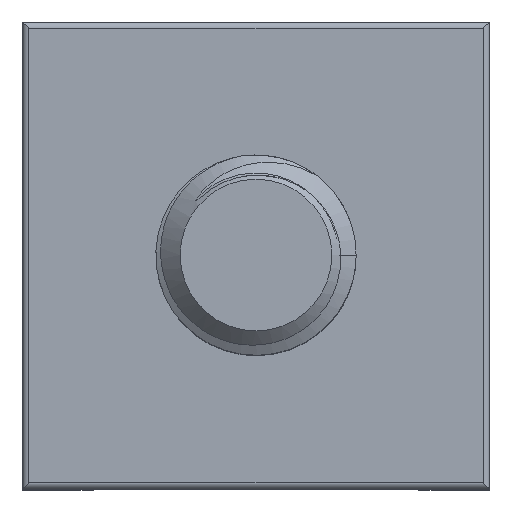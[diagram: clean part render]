
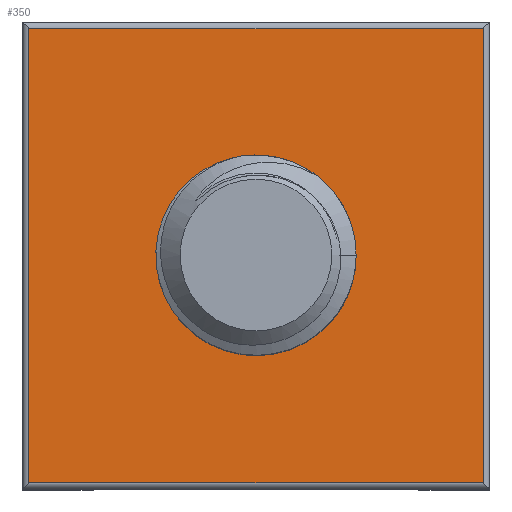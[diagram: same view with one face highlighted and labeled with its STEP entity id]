
A CAD part, top view. The second image highlights one B-rep face of the part: STEP entity #350.
In plain terms, the highlighted planar face has unit normal (0, 0, 1).
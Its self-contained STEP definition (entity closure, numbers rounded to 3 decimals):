
#93 = VERTEX_POINT('',#94);
#94 = CARTESIAN_POINT('',(-3.4,3.4,3.5));
#101 = EDGE_CURVE('',#93,#102,#104,.T.);
#102 = VERTEX_POINT('',#103);
#103 = CARTESIAN_POINT('',(3.4,3.4,3.5));
#104 = LINE('',#105,#106);
#105 = CARTESIAN_POINT('',(-3.5,3.4,3.5));
#106 = VECTOR('',#107,1.);
#107 = DIRECTION('',(1.,0.,0.));
#258 = VERTEX_POINT('',#259);
#259 = CARTESIAN_POINT('',(-3.4,-3.4,3.5));
#266 = EDGE_CURVE('',#258,#93,#267,.T.);
#267 = LINE('',#268,#269);
#268 = CARTESIAN_POINT('',(-3.4,-3.5,3.5));
#269 = VECTOR('',#270,1.);
#270 = DIRECTION('',(0.,1.,0.));
#350 = ADVANCED_FACE('',(#351,#369),#484,.F.);
#351 = FACE_BOUND('',#352,.F.);
#352 = EDGE_LOOP('',(#353,#354,#355,#363));
#353 = ORIENTED_EDGE('',*,*,#266,.T.);
#354 = ORIENTED_EDGE('',*,*,#101,.T.);
#355 = ORIENTED_EDGE('',*,*,#356,.T.);
#356 = EDGE_CURVE('',#102,#357,#359,.T.);
#357 = VERTEX_POINT('',#358);
#358 = CARTESIAN_POINT('',(3.4,-3.4,3.5));
#359 = LINE('',#360,#361);
#360 = CARTESIAN_POINT('',(3.4,3.5,3.5));
#361 = VECTOR('',#362,1.);
#362 = DIRECTION('',(0.,-1.,0.));
#363 = ORIENTED_EDGE('',*,*,#364,.T.);
#364 = EDGE_CURVE('',#357,#258,#365,.T.);
#365 = LINE('',#366,#367);
#366 = CARTESIAN_POINT('',(3.5,-3.4,3.5));
#367 = VECTOR('',#368,1.);
#368 = DIRECTION('',(-1.,0.,0.));
#369 = FACE_BOUND('',#370,.F.);
#370 = EDGE_LOOP('',(#371,#400,#427,#459));
#371 = ORIENTED_EDGE('',*,*,#372,.F.);
#372 = EDGE_CURVE('',#373,#375,#377,.T.);
#373 = VERTEX_POINT('',#374);
#374 = CARTESIAN_POINT('',(1.5,0.,
    3.5));
#375 = VERTEX_POINT('',#376);
#376 = CARTESIAN_POINT('',(1.061,-1.061,3.5));
#377 = B_SPLINE_CURVE_WITH_KNOTS('',6,(#378,#379,#380,#381,#382,#383,
    #384,#385,#386,#387,#388,#389,#390,#391,#392,#393,#394,#395,#396,
    #397,#398,#399),.UNSPECIFIED.,.F.,.F.,(7,5,5,5,7),(0.,
    0.02,0.322,0.656,1.),.UNSPECIFIED.);
#378 = CARTESIAN_POINT('',(1.5,0.,3.5));
#379 = CARTESIAN_POINT('',(1.5,-0.004,3.5));
#380 = CARTESIAN_POINT('',(1.5,-0.008,3.5));
#381 = CARTESIAN_POINT('',(1.5,-0.012,3.5));
#382 = CARTESIAN_POINT('',(1.5,-0.016,3.5));
#383 = CARTESIAN_POINT('',(1.5,-0.02,3.5));
#384 = CARTESIAN_POINT('',(1.499,-0.083,3.5));
#385 = CARTESIAN_POINT('',(1.495,-0.142,3.5));
#386 = CARTESIAN_POINT('',(1.489,-0.201,3.5));
#387 = CARTESIAN_POINT('',(1.479,-0.26,3.5));
#388 = CARTESIAN_POINT('',(1.467,-0.318,3.5));
#389 = CARTESIAN_POINT('',(1.436,-0.439,3.5));
#390 = CARTESIAN_POINT('',(1.416,-0.501,3.5));
#391 = CARTESIAN_POINT('',(1.393,-0.563,3.5));
#392 = CARTESIAN_POINT('',(1.367,-0.623,3.5));
#393 = CARTESIAN_POINT('',(1.338,-0.682,3.5));
#394 = CARTESIAN_POINT('',(1.272,-0.798,3.5));
#395 = CARTESIAN_POINT('',(1.236,-0.855,3.5));
#396 = CARTESIAN_POINT('',(1.196,-0.91,3.5));
#397 = CARTESIAN_POINT('',(1.154,-0.963,3.5));
#398 = CARTESIAN_POINT('',(1.108,-1.013,3.5));
#399 = CARTESIAN_POINT('',(1.061,-1.061,3.5));
#400 = ORIENTED_EDGE('',*,*,#401,.T.);
#401 = EDGE_CURVE('',#373,#402,#404,.T.);
#402 = VERTEX_POINT('',#403);
#403 = CARTESIAN_POINT('',(-0.47,1.136,3.5));
#404 = B_SPLINE_CURVE_WITH_KNOTS('',6,(#405,#406,#407,#408,#409,#410,
    #411,#412,#413,#414,#415,#416,#417,#418,#419,#420,#421,#422,#423,
    #424,#425,#426),.UNSPECIFIED.,.F.,.F.,(7,5,5,5,7),(0.,0.237
    ,0.485,0.727,1.),.UNSPECIFIED.);
#405 = CARTESIAN_POINT('',(1.5,0.,3.5));
#406 = CARTESIAN_POINT('',(1.49,0.109,3.5));
#407 = CARTESIAN_POINT('',(1.47,0.218,3.5));
#408 = CARTESIAN_POINT('',(1.441,0.324,3.5));
#409 = CARTESIAN_POINT('',(1.403,0.426,3.5));
#410 = CARTESIAN_POINT('',(1.355,0.525,3.5));
#411 = CARTESIAN_POINT('',(1.241,0.715,3.5));
#412 = CARTESIAN_POINT('',(1.174,0.806,3.5));
#413 = CARTESIAN_POINT('',(1.099,0.891,3.5));
#414 = CARTESIAN_POINT('',(1.015,0.967,3.5));
#415 = CARTESIAN_POINT('',(0.926,1.035,3.5));
#416 = CARTESIAN_POINT('',(0.738,1.15,3.5));
#417 = CARTESIAN_POINT('',(0.64,1.198,3.5));
#418 = CARTESIAN_POINT('',(0.538,1.236,3.5));
#419 = CARTESIAN_POINT('',(0.433,1.264,3.5));
#420 = CARTESIAN_POINT('',(0.326,1.281,3.5));
#421 = CARTESIAN_POINT('',(0.099,1.296,3.5));
#422 = CARTESIAN_POINT('',(-0.022,1.29,3.5));
#423 = CARTESIAN_POINT('',(-0.141,1.271,3.5));
#424 = CARTESIAN_POINT('',(-0.257,1.238,3.5));
#425 = CARTESIAN_POINT('',(-0.367,1.193,3.5));
#426 = CARTESIAN_POINT('',(-0.47,1.136,3.5));
#427 = ORIENTED_EDGE('',*,*,#428,.F.);
#428 = EDGE_CURVE('',#429,#402,#431,.T.);
#429 = VERTEX_POINT('',#430);
#430 = CARTESIAN_POINT('',(-1.136,-0.47,3.5));
#431 = B_SPLINE_CURVE_WITH_KNOTS('',6,(#432,#433,#434,#435,#436,#437,
    #438,#439,#440,#441,#442,#443,#444,#445,#446,#447,#448,#449,#450,
    #451,#452,#453,#454,#455,#456,#457,#458),.UNSPECIFIED.,.F.,.F.,(7,5,
    5,5,5,7),(0.,0.173,0.377,0.623,
    0.826,1.),.UNSPECIFIED.);
#432 = CARTESIAN_POINT('',(-1.136,-0.47,3.5));
#433 = CARTESIAN_POINT('',(-1.148,-0.43,3.5));
#434 = CARTESIAN_POINT('',(-1.16,-0.385,3.5));
#435 = CARTESIAN_POINT('',(-1.171,-0.337,3.5));
#436 = CARTESIAN_POINT('',(-1.181,-0.286,3.5));
#437 = CARTESIAN_POINT('',(-1.189,-0.234,3.5));
#438 = CARTESIAN_POINT('',(-1.201,-0.116,3.5));
#439 = CARTESIAN_POINT('',(-1.204,-0.051,3.5));
#440 = CARTESIAN_POINT('',(-1.203,0.016,3.5));
#441 = CARTESIAN_POINT('',(-1.198,0.084,3.5));
#442 = CARTESIAN_POINT('',(-1.189,0.151,3.5));
#443 = CARTESIAN_POINT('',(-1.159,0.299,3.5));
#444 = CARTESIAN_POINT('',(-1.136,0.38,3.5));
#445 = CARTESIAN_POINT('',(-1.107,0.458,3.5));
#446 = CARTESIAN_POINT('',(-1.072,0.535,3.5));
#447 = CARTESIAN_POINT('',(-1.031,0.607,3.5));
#448 = CARTESIAN_POINT('',(-0.948,0.733,3.5));
#449 = CARTESIAN_POINT('',(-0.907,0.787,3.5));
#450 = CARTESIAN_POINT('',(-0.863,0.838,3.5));
#451 = CARTESIAN_POINT('',(-0.816,0.886,3.5));
#452 = CARTESIAN_POINT('',(-0.768,0.93,3.5));
#453 = CARTESIAN_POINT('',(-0.677,1.005,3.5));
#454 = CARTESIAN_POINT('',(-0.634,1.037,3.5));
#455 = CARTESIAN_POINT('',(-0.591,1.066,3.5));
#456 = CARTESIAN_POINT('',(-0.549,1.092,3.5));
#457 = CARTESIAN_POINT('',(-0.508,1.115,3.5));
#458 = CARTESIAN_POINT('',(-0.47,1.136,3.5));
#459 = ORIENTED_EDGE('',*,*,#460,.F.);
#460 = EDGE_CURVE('',#375,#429,#461,.T.);
#461 = B_SPLINE_CURVE_WITH_KNOTS('',6,(#462,#463,#464,#465,#466,#467,
    #468,#469,#470,#471,#472,#473,#474,#475,#476,#477,#478,#479,#480,
    #481,#482,#483),.UNSPECIFIED.,.F.,.F.,(7,5,5,5,7),(0.,0.235
    ,0.474,0.731,1.),.UNSPECIFIED.);
#462 = CARTESIAN_POINT('',(1.061,-1.061,3.5));
#463 = CARTESIAN_POINT('',(0.977,-1.13,3.5));
#464 = CARTESIAN_POINT('',(0.887,-1.192,3.5));
#465 = CARTESIAN_POINT('',(0.793,-1.246,3.5));
#466 = CARTESIAN_POINT('',(0.694,-1.292,3.5));
#467 = CARTESIAN_POINT('',(0.592,-1.328,3.5));
#468 = CARTESIAN_POINT('',(0.382,-1.381,3.5));
#469 = CARTESIAN_POINT('',(0.274,-1.399,3.5));
#470 = CARTESIAN_POINT('',(0.165,-1.406,3.5));
#471 = CARTESIAN_POINT('',(0.056,-1.403,3.5));
#472 = CARTESIAN_POINT('',(-0.051,-1.39,3.5));
#473 = CARTESIAN_POINT('',(-0.269,-1.343,3.5));
#474 = CARTESIAN_POINT('',(-0.38,-1.307,3.5));
#475 = CARTESIAN_POINT('',(-0.486,-1.26,3.5));
#476 = CARTESIAN_POINT('',(-0.586,-1.202,3.5));
#477 = CARTESIAN_POINT('',(-0.679,-1.135,3.5));
#478 = CARTESIAN_POINT('',(-0.852,-0.98,3.5));
#479 = CARTESIAN_POINT('',(-0.932,-0.891,3.5));
#480 = CARTESIAN_POINT('',(-1.001,-0.794,3.5));
#481 = CARTESIAN_POINT('',(-1.058,-0.691,3.5));
#482 = CARTESIAN_POINT('',(-1.104,-0.582,3.5));
#483 = CARTESIAN_POINT('',(-1.136,-0.47,3.5));
#484 = PLANE('',#485);
#485 = AXIS2_PLACEMENT_3D('',#486,#487,#488);
#486 = CARTESIAN_POINT('',(0.,0.,3.5));
#487 = DIRECTION('',(-0.,-0.,-1.));
#488 = DIRECTION('',(-1.,0.,0.));
